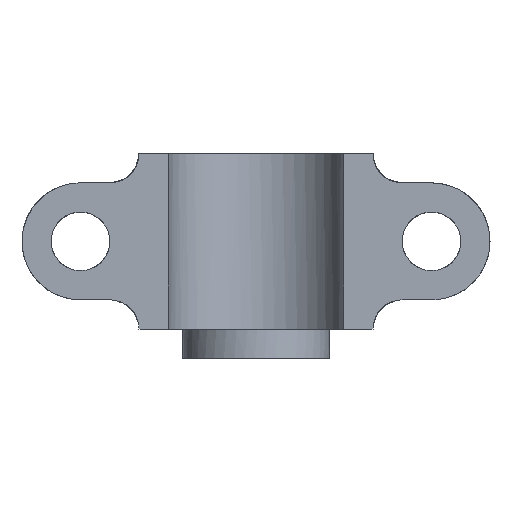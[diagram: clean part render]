
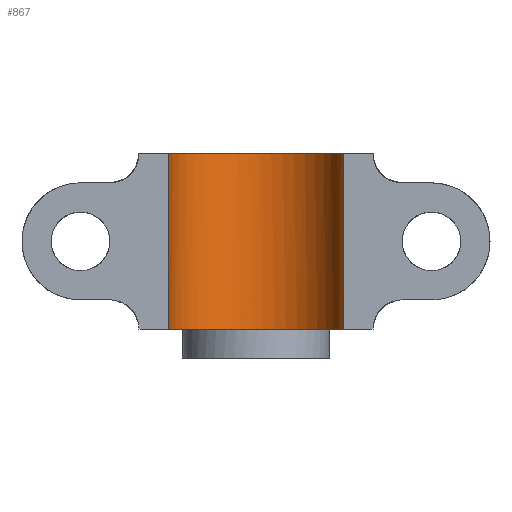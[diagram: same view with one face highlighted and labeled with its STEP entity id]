
A CAD part, front view. The second image highlights one B-rep face of the part: STEP entity #867.
In plain terms, the highlighted free-form (B-spline) face has degree [2, 1] with [5, 2] control points.
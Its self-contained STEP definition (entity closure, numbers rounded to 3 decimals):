
#867 = ADVANCED_FACE('',(#868),#904,.T.);
#868 = FACE_BOUND('',#869,.T.);
#869 = EDGE_LOOP('',(#870,#879,#889,#896));
#870 = ORIENTED_EDGE('',*,*,#871,.F.);
#871 = EDGE_CURVE('',#872,#874,#876,.T.);
#872 = VERTEX_POINT('',#873);
#873 = CARTESIAN_POINT('',(31.437,0.,
    0.));
#874 = VERTEX_POINT('',#875);
#875 = CARTESIAN_POINT('',(31.437,0.,-62.874));
#876 = B_SPLINE_CURVE_WITH_KNOTS('',1,(#877,#878),.UNSPECIFIED.,.F.,.F.,
  (2,2),(0.,60.),.PIECEWISE_BEZIER_KNOTS.);
#877 = CARTESIAN_POINT('',(31.437,0.,0.));
#878 = CARTESIAN_POINT('',(31.437,0.,-62.874));
#879 = ORIENTED_EDGE('',*,*,#880,.F.);
#880 = EDGE_CURVE('',#881,#872,#883,.T.);
#881 = VERTEX_POINT('',#882);
#882 = CARTESIAN_POINT('',(-31.437,0.,
    0.));
#883 = ( BOUNDED_CURVE() B_SPLINE_CURVE(2,(#884,#885,#886,#887,#888),
.UNSPECIFIED.,.F.,.F.) B_SPLINE_CURVE_WITH_KNOTS((3,2,3),(0.,
1.571,3.142),.PIECEWISE_BEZIER_KNOTS.) CURVE() 
GEOMETRIC_REPRESENTATION_ITEM() RATIONAL_B_SPLINE_CURVE((1.,
0.707,1.,0.707,1.)) REPRESENTATION_ITEM('') );
#884 = CARTESIAN_POINT('',(-31.437,0.,
    0.));
#885 = CARTESIAN_POINT('',(-31.437,31.437,
    0.));
#886 = CARTESIAN_POINT('',(0.,31.437,
    0.));
#887 = CARTESIAN_POINT('',(31.437,31.437,
    0.));
#888 = CARTESIAN_POINT('',(31.437,0.,
    0.));
#889 = ORIENTED_EDGE('',*,*,#890,.F.);
#890 = EDGE_CURVE('',#891,#881,#893,.T.);
#891 = VERTEX_POINT('',#892);
#892 = CARTESIAN_POINT('',(-31.437,0.,
    -62.874));
#893 = B_SPLINE_CURVE_WITH_KNOTS('',1,(#894,#895),.UNSPECIFIED.,.F.,.F.,
  (2,2),(0.,60.),.PIECEWISE_BEZIER_KNOTS.);
#894 = CARTESIAN_POINT('',(-31.437,0.,-62.874));
#895 = CARTESIAN_POINT('',(-31.437,0.,0.));
#896 = ORIENTED_EDGE('',*,*,#897,.F.);
#897 = EDGE_CURVE('',#874,#891,#898,.T.);
#898 = ( BOUNDED_CURVE() B_SPLINE_CURVE(2,(#899,#900,#901,#902,#903),
.UNSPECIFIED.,.F.,.F.) B_SPLINE_CURVE_WITH_KNOTS((3,2,3),(0.,
1.571,3.142),.PIECEWISE_BEZIER_KNOTS.) CURVE() 
GEOMETRIC_REPRESENTATION_ITEM() RATIONAL_B_SPLINE_CURVE((1.,
0.707,1.,0.707,1.)) REPRESENTATION_ITEM('') );
#899 = CARTESIAN_POINT('',(31.437,0.,-62.874));
#900 = CARTESIAN_POINT('',(31.437,31.437,
    -62.874));
#901 = CARTESIAN_POINT('',(0.,31.437,
    -62.874));
#902 = CARTESIAN_POINT('',(-31.437,31.437,
    -62.874));
#903 = CARTESIAN_POINT('',(-31.437,0.,
    -62.874));
#904 = ( BOUNDED_SURFACE() B_SPLINE_SURFACE(2,1,(
    (#905,#906)
    ,(#907,#908)
    ,(#909,#910)
    ,(#911,#912)
,(#913,#914
    )),.UNSPECIFIED.,.F.,.F.,.F.) B_SPLINE_SURFACE_WITH_KNOTS((3,2,3),(2
    ,2),(3.142,4.712,6.283),(0.,60.),
.PIECEWISE_BEZIER_KNOTS.) GEOMETRIC_REPRESENTATION_ITEM() 
RATIONAL_B_SPLINE_SURFACE((
    (1.,1.)
    ,(0.707,0.707)
    ,(1.,1.)
    ,(0.707,0.707)
,(1.,1.))) REPRESENTATION_ITEM('') SURFACE() );
#905 = CARTESIAN_POINT('',(-31.437,0.,
    -62.874));
#906 = CARTESIAN_POINT('',(-31.437,0.,
    0.));
#907 = CARTESIAN_POINT('',(-31.437,31.437,
    -62.874));
#908 = CARTESIAN_POINT('',(-31.437,31.437,
    0.));
#909 = CARTESIAN_POINT('',(0.,31.437,
    -62.874));
#910 = CARTESIAN_POINT('',(0.,31.437,
    0.));
#911 = CARTESIAN_POINT('',(31.437,31.437,
    -62.874));
#912 = CARTESIAN_POINT('',(31.437,31.437,
    0.));
#913 = CARTESIAN_POINT('',(31.437,0.,
    -62.874));
#914 = CARTESIAN_POINT('',(31.437,0.,
    0.));
